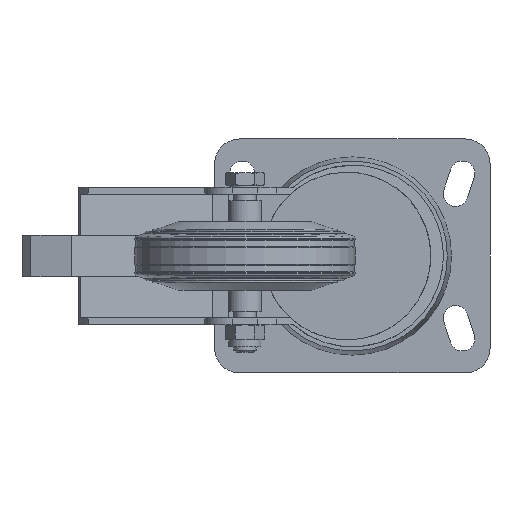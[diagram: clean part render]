
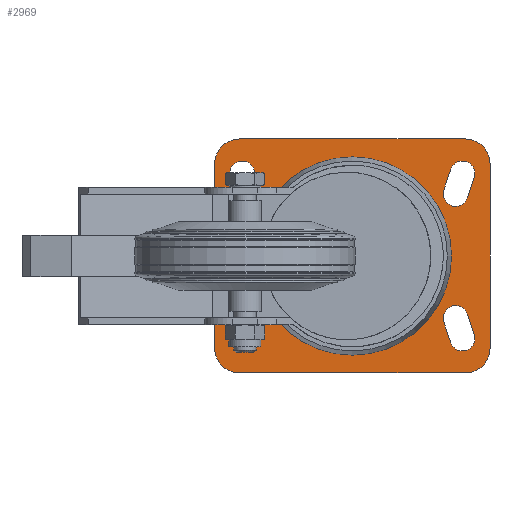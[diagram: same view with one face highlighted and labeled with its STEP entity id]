
A CAD part, front view. The second image highlights one B-rep face of the part: STEP entity #2969.
In plain terms, the highlighted planar face has unit normal (0, -1, 0).
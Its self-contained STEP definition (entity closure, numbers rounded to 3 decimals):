
#119=FACE_BOUND('',#947,.T.);
#120=FACE_BOUND('',#948,.T.);
#121=FACE_BOUND('',#949,.T.);
#122=FACE_BOUND('',#950,.T.);
#123=FACE_BOUND('',#951,.T.);
#190=PLANE('',#3348);
#298=LINE('',#4939,#492);
#302=LINE('',#4951,#496);
#306=LINE('',#4963,#500);
#310=LINE('',#4975,#504);
#314=LINE('',#4984,#508);
#318=LINE('',#4996,#512);
#322=LINE('',#5005,#516);
#326=LINE('',#5017,#520);
#330=LINE('',#5026,#524);
#334=LINE('',#5038,#528);
#338=LINE('',#5047,#532);
#342=LINE('',#5059,#536);
#492=VECTOR('',#3866,1000.);
#496=VECTOR('',#3878,1000.);
#500=VECTOR('',#3890,1000.);
#504=VECTOR('',#3902,1000.);
#508=VECTOR('',#3908,1000.);
#512=VECTOR('',#3920,1000.);
#516=VECTOR('',#3926,1000.);
#520=VECTOR('',#3938,1000.);
#524=VECTOR('',#3944,1000.);
#528=VECTOR('',#3956,1000.);
#532=VECTOR('',#3962,1000.);
#536=VECTOR('',#3974,1000.);
#750=FACE_OUTER_BOUND('',#946,.T.);
#946=EDGE_LOOP('',(#2385,#2386,#2387,#2388,#2389,#2390,#2391,#2392));
#947=EDGE_LOOP('',(#2393));
#948=EDGE_LOOP('',(#2394,#2395,#2396,#2397));
#949=EDGE_LOOP('',(#2398,#2399,#2400,#2401));
#950=EDGE_LOOP('',(#2402,#2403,#2404,#2405));
#951=EDGE_LOOP('',(#2406,#2407,#2408,#2409));
#1124=CIRCLE('',#3303,9.);
#1126=CIRCLE('',#3307,9.);
#1128=CIRCLE('',#3311,9.);
#1130=CIRCLE('',#3316,4.5);
#1132=CIRCLE('',#3321,4.5);
#1134=CIRCLE('',#3326,4.5);
#1136=CIRCLE('',#3331,4.5);
#1138=CIRCLE('',#3335,4.5);
#1140=CIRCLE('',#3338,4.5);
#1142=CIRCLE('',#3341,4.5);
#1144=CIRCLE('',#3344,4.5);
#1146=CIRCLE('',#3347,9.);
#1147=CIRCLE('',#3349,34.8);
#1404=VERTEX_POINT('',#4936);
#1405=VERTEX_POINT('',#4938);
#1407=VERTEX_POINT('',#4944);
#1409=VERTEX_POINT('',#4950);
#1411=VERTEX_POINT('',#4956);
#1413=VERTEX_POINT('',#4962);
#1415=VERTEX_POINT('',#4968);
#1417=VERTEX_POINT('',#4974);
#1420=VERTEX_POINT('',#4981);
#1421=VERTEX_POINT('',#4983);
#1423=VERTEX_POINT('',#4989);
#1425=VERTEX_POINT('',#4995);
#1428=VERTEX_POINT('',#5002);
#1429=VERTEX_POINT('',#5004);
#1431=VERTEX_POINT('',#5010);
#1433=VERTEX_POINT('',#5016);
#1436=VERTEX_POINT('',#5023);
#1437=VERTEX_POINT('',#5025);
#1439=VERTEX_POINT('',#5031);
#1441=VERTEX_POINT('',#5037);
#1444=VERTEX_POINT('',#5044);
#1445=VERTEX_POINT('',#5046);
#1447=VERTEX_POINT('',#5052);
#1449=VERTEX_POINT('',#5058);
#1450=VERTEX_POINT('',#5077);
#1731=EDGE_CURVE('',#1404,#1405,#298,.T.);
#1734=EDGE_CURVE('',#1405,#1407,#1124,.T.);
#1737=EDGE_CURVE('',#1407,#1409,#302,.T.);
#1740=EDGE_CURVE('',#1409,#1411,#1126,.T.);
#1743=EDGE_CURVE('',#1411,#1413,#306,.T.);
#1746=EDGE_CURVE('',#1413,#1415,#1128,.T.);
#1749=EDGE_CURVE('',#1415,#1417,#310,.T.);
#1753=EDGE_CURVE('',#1421,#1420,#314,.T.);
#1756=EDGE_CURVE('',#1423,#1421,#1130,.T.);
#1759=EDGE_CURVE('',#1425,#1423,#318,.T.);
#1763=EDGE_CURVE('',#1429,#1428,#322,.T.);
#1766=EDGE_CURVE('',#1431,#1429,#1132,.T.);
#1769=EDGE_CURVE('',#1433,#1431,#326,.T.);
#1773=EDGE_CURVE('',#1437,#1436,#330,.T.);
#1776=EDGE_CURVE('',#1439,#1437,#1134,.T.);
#1779=EDGE_CURVE('',#1441,#1439,#334,.T.);
#1783=EDGE_CURVE('',#1445,#1444,#338,.T.);
#1786=EDGE_CURVE('',#1447,#1445,#1136,.T.);
#1789=EDGE_CURVE('',#1449,#1447,#342,.T.);
#1792=EDGE_CURVE('',#1420,#1425,#1138,.T.);
#1794=EDGE_CURVE('',#1428,#1433,#1140,.T.);
#1796=EDGE_CURVE('',#1436,#1441,#1142,.T.);
#1798=EDGE_CURVE('',#1444,#1449,#1144,.T.);
#1800=EDGE_CURVE('',#1417,#1404,#1146,.T.);
#1801=EDGE_CURVE('',#1450,#1450,#1147,.F.);
#2385=ORIENTED_EDGE('',*,*,#1731,.F.);
#2386=ORIENTED_EDGE('',*,*,#1800,.F.);
#2387=ORIENTED_EDGE('',*,*,#1749,.F.);
#2388=ORIENTED_EDGE('',*,*,#1746,.F.);
#2389=ORIENTED_EDGE('',*,*,#1743,.F.);
#2390=ORIENTED_EDGE('',*,*,#1740,.F.);
#2391=ORIENTED_EDGE('',*,*,#1737,.F.);
#2392=ORIENTED_EDGE('',*,*,#1734,.F.);
#2393=ORIENTED_EDGE('',*,*,#1801,.F.);
#2394=ORIENTED_EDGE('',*,*,#1783,.T.);
#2395=ORIENTED_EDGE('',*,*,#1798,.T.);
#2396=ORIENTED_EDGE('',*,*,#1789,.T.);
#2397=ORIENTED_EDGE('',*,*,#1786,.T.);
#2398=ORIENTED_EDGE('',*,*,#1773,.T.);
#2399=ORIENTED_EDGE('',*,*,#1796,.T.);
#2400=ORIENTED_EDGE('',*,*,#1779,.T.);
#2401=ORIENTED_EDGE('',*,*,#1776,.T.);
#2402=ORIENTED_EDGE('',*,*,#1763,.T.);
#2403=ORIENTED_EDGE('',*,*,#1794,.T.);
#2404=ORIENTED_EDGE('',*,*,#1769,.T.);
#2405=ORIENTED_EDGE('',*,*,#1766,.T.);
#2406=ORIENTED_EDGE('',*,*,#1753,.T.);
#2407=ORIENTED_EDGE('',*,*,#1792,.T.);
#2408=ORIENTED_EDGE('',*,*,#1759,.T.);
#2409=ORIENTED_EDGE('',*,*,#1756,.T.);
#2969=ADVANCED_FACE('',(#750,#119,#120,#121,#122,#123),#190,.F.);
#3303=AXIS2_PLACEMENT_3D('',#4945,#3872,#3873);
#3307=AXIS2_PLACEMENT_3D('',#4957,#3884,#3885);
#3311=AXIS2_PLACEMENT_3D('',#4969,#3896,#3897);
#3316=AXIS2_PLACEMENT_3D('',#4990,#3914,#3915);
#3321=AXIS2_PLACEMENT_3D('',#5011,#3932,#3933);
#3326=AXIS2_PLACEMENT_3D('',#5032,#3950,#3951);
#3331=AXIS2_PLACEMENT_3D('',#5053,#3968,#3969);
#3335=AXIS2_PLACEMENT_3D('',#5063,#3980,#3981);
#3338=AXIS2_PLACEMENT_3D('',#5066,#3986,#3987);
#3341=AXIS2_PLACEMENT_3D('',#5069,#3992,#3993);
#3344=AXIS2_PLACEMENT_3D('',#5072,#3998,#3999);
#3347=AXIS2_PLACEMENT_3D('',#5075,#4004,#4005);
#3348=AXIS2_PLACEMENT_3D('',#5076,#4006,#4007);
#3349=AXIS2_PLACEMENT_3D('',#5078,#4008,#4009);
#3866=DIRECTION('',(0.,0.,1.));
#3872=DIRECTION('center_axis',(0.,1.,0.));
#3873=DIRECTION('ref_axis',(1.,0.,0.));
#3878=DIRECTION('',(1.,0.,0.));
#3884=DIRECTION('center_axis',(0.,1.,0.));
#3885=DIRECTION('ref_axis',(1.,0.,0.));
#3890=DIRECTION('',(0.,0.,-1.));
#3896=DIRECTION('center_axis',(0.,1.,0.));
#3897=DIRECTION('ref_axis',(1.,0.,0.));
#3902=DIRECTION('',(-1.,0.,0.));
#3908=DIRECTION('',(-0.316,0.,0.949));
#3914=DIRECTION('center_axis',(0.,1.,0.));
#3915=DIRECTION('ref_axis',(1.,0.,0.));
#3920=DIRECTION('',(0.316,0.,-0.949));
#3926=DIRECTION('',(-0.316,0.,-0.949));
#3932=DIRECTION('center_axis',(0.,1.,0.));
#3933=DIRECTION('ref_axis',(1.,0.,0.));
#3938=DIRECTION('',(0.316,0.,0.949));
#3944=DIRECTION('',(-0.316,0.,-0.949));
#3950=DIRECTION('center_axis',(0.,1.,0.));
#3951=DIRECTION('ref_axis',(1.,0.,0.));
#3956=DIRECTION('',(0.316,0.,0.949));
#3962=DIRECTION('',(-0.316,0.,0.949));
#3968=DIRECTION('center_axis',(0.,1.,0.));
#3969=DIRECTION('ref_axis',(1.,0.,0.));
#3974=DIRECTION('',(0.316,0.,-0.949));
#3980=DIRECTION('center_axis',(0.,1.,0.));
#3981=DIRECTION('ref_axis',(1.,0.,0.));
#3986=DIRECTION('center_axis',(0.,1.,0.));
#3987=DIRECTION('ref_axis',(1.,0.,0.));
#3992=DIRECTION('center_axis',(0.,1.,0.));
#3993=DIRECTION('ref_axis',(1.,0.,0.));
#3998=DIRECTION('center_axis',(0.,1.,0.));
#3999=DIRECTION('ref_axis',(1.,0.,0.));
#4004=DIRECTION('center_axis',(0.,1.,0.));
#4005=DIRECTION('ref_axis',(1.,0.,0.));
#4006=DIRECTION('center_axis',(0.,1.,0.));
#4007=DIRECTION('ref_axis',(0.,0.,1.));
#4008=DIRECTION('center_axis',(0.,1.,0.));
#4009=DIRECTION('ref_axis',(0.,0.,1.));
#4936=CARTESIAN_POINT('',(-11.,64.5,-33.5));
#4938=CARTESIAN_POINT('',(-11.,64.5,33.5));
#4939=CARTESIAN_POINT('',(-11.,64.5,-33.5));
#4944=CARTESIAN_POINT('',(-2.,64.5,42.5));
#4945=CARTESIAN_POINT('Origin',(-2.,64.5,33.5));
#4950=CARTESIAN_POINT('',(80.,64.5,42.5));
#4951=CARTESIAN_POINT('',(-2.,64.5,42.5));
#4956=CARTESIAN_POINT('',(89.,64.5,33.5));
#4957=CARTESIAN_POINT('Origin',(80.,64.5,33.5));
#4962=CARTESIAN_POINT('',(89.,64.5,-33.5));
#4963=CARTESIAN_POINT('',(89.,64.5,33.5));
#4968=CARTESIAN_POINT('',(80.,64.5,-42.5));
#4969=CARTESIAN_POINT('Origin',(80.,64.5,-33.5));
#4974=CARTESIAN_POINT('',(-2.,64.5,-42.5));
#4975=CARTESIAN_POINT('',(80.,64.5,-42.5));
#4981=CARTESIAN_POINT('',(72.231,64.5,-23.923));
#4983=CARTESIAN_POINT('',(74.731,64.5,-31.423));
#4984=CARTESIAN_POINT('',(74.731,64.5,-31.423));
#4989=CARTESIAN_POINT('',(83.269,64.5,-28.577));
#4990=CARTESIAN_POINT('Origin',(79.,64.5,-30.));
#4995=CARTESIAN_POINT('',(80.769,64.5,-21.077));
#4996=CARTESIAN_POINT('',(80.769,64.5,-21.077));
#5002=CARTESIAN_POINT('',(80.769,64.5,21.077));
#5004=CARTESIAN_POINT('',(83.269,64.5,28.577));
#5005=CARTESIAN_POINT('',(83.269,64.5,28.577));
#5010=CARTESIAN_POINT('',(74.731,64.5,31.423));
#5011=CARTESIAN_POINT('Origin',(79.,64.5,30.));
#5016=CARTESIAN_POINT('',(72.231,64.5,23.923));
#5017=CARTESIAN_POINT('',(72.231,64.5,23.923));
#5023=CARTESIAN_POINT('',(3.269,64.5,-31.423));
#5025=CARTESIAN_POINT('',(5.769,64.5,-23.923));
#5026=CARTESIAN_POINT('',(5.769,64.5,-23.923));
#5031=CARTESIAN_POINT('',(-2.769,64.5,-21.077));
#5032=CARTESIAN_POINT('Origin',(1.5,64.5,-22.5));
#5037=CARTESIAN_POINT('',(-5.269,64.5,-28.577));
#5038=CARTESIAN_POINT('',(-5.269,64.5,-28.577));
#5044=CARTESIAN_POINT('',(-5.269,64.5,28.577));
#5046=CARTESIAN_POINT('',(-2.769,64.5,21.077));
#5047=CARTESIAN_POINT('',(-2.769,64.5,21.077));
#5052=CARTESIAN_POINT('',(5.769,64.5,23.923));
#5053=CARTESIAN_POINT('Origin',(1.5,64.5,22.5));
#5058=CARTESIAN_POINT('',(3.269,64.5,31.423));
#5059=CARTESIAN_POINT('',(3.269,64.5,31.423));
#5063=CARTESIAN_POINT('Origin',(76.5,64.5,-22.5));
#5066=CARTESIAN_POINT('Origin',(76.5,64.5,22.5));
#5069=CARTESIAN_POINT('Origin',(-1.,64.5,-30.));
#5072=CARTESIAN_POINT('Origin',(-1.,64.5,30.));
#5075=CARTESIAN_POINT('Origin',(-2.,64.5,-33.5));
#5076=CARTESIAN_POINT('Origin',(-2.,64.5,33.5));
#5077=CARTESIAN_POINT('',(39.,64.5,34.8));
#5078=CARTESIAN_POINT('Origin',(39.,64.5,0.));
